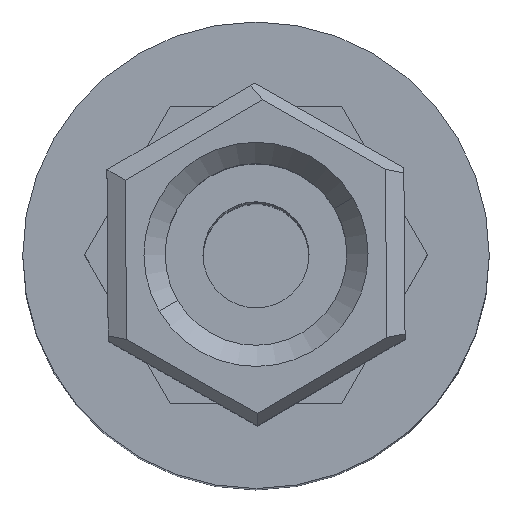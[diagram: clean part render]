
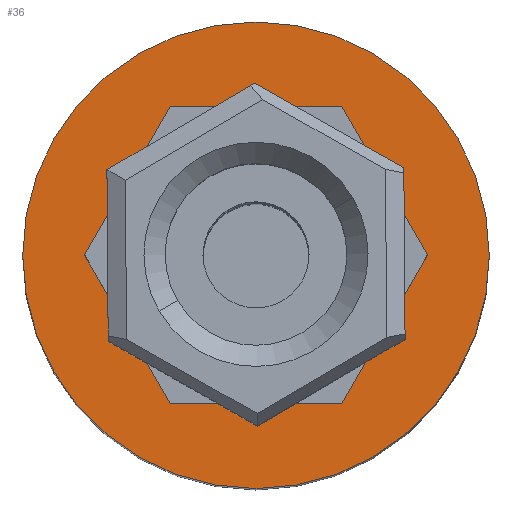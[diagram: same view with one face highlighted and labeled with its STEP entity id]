
A CAD part, top view. The second image highlights one B-rep face of the part: STEP entity #36.
In plain terms, the highlighted planar face has unit normal (0, 0, 1).
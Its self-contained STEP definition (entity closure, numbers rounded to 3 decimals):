
#36 = ADVANCED_FACE ( 'NONE', ( #4101, #1314 ), #1396, .T. ) ;
#55 = CARTESIAN_POINT ( 'NONE',  ( -11., 0., 39. ) ) ;
#170 = CARTESIAN_POINT ( 'NONE',  ( -4.041, -7., 39. ) ) ;
#180 = CARTESIAN_POINT ( 'NONE',  ( 11., 0., 39. ) ) ;
#190 = LINE ( 'NONE', #2983, #4222 ) ;
#304 = VECTOR ( 'NONE', #4093, 1000. ) ;
#346 = AXIS2_PLACEMENT_3D ( 'NONE', #4088, #3779, #2034 ) ;
#551 = VERTEX_POINT ( 'NONE', #3152 ) ;
#580 = EDGE_CURVE ( 'NONE', #1509, #4273, #2488, .T. ) ;
#592 = ORIENTED_EDGE ( 'NONE', *, *, #3289, .F. ) ;
#618 = ORIENTED_EDGE ( 'NONE', *, *, #3455, .T. ) ;
#714 = CARTESIAN_POINT ( 'NONE',  ( 4.041, 7., 39. ) ) ;
#848 = DIRECTION ( 'NONE',  ( 1., 0., 0. ) ) ;
#918 = CIRCLE ( 'NONE', #2749, 11. ) ;
#936 = DIRECTION ( 'NONE',  ( 1., 0., 0. ) ) ;
#1062 = DIRECTION ( 'NONE',  ( 1., 0., 0. ) ) ;
#1087 = LINE ( 'NONE', #2506, #4074 ) ;
#1188 = CARTESIAN_POINT ( 'NONE',  ( 4.041, 7., 39. ) ) ;
#1229 = VERTEX_POINT ( 'NONE', #180 ) ;
#1301 = VERTEX_POINT ( 'NONE', #1702 ) ;
#1314 = FACE_OUTER_BOUND ( 'NONE', #3495, .T. ) ;
#1331 = VECTOR ( 'NONE', #3728, 1000. ) ;
#1361 = DIRECTION ( 'NONE',  ( 0., 0., 1. ) ) ;
#1396 = PLANE ( 'NONE',  #346 ) ;
#1485 = AXIS2_PLACEMENT_3D ( 'NONE', #1705, #1361, #1062 ) ;
#1509 = VERTEX_POINT ( 'NONE', #3894 ) ;
#1561 = CARTESIAN_POINT ( 'NONE',  ( 4.041, -7., 39. ) ) ;
#1575 = DIRECTION ( 'NONE',  ( 0., 0., 1. ) ) ;
#1596 = ORIENTED_EDGE ( 'NONE', *, *, #580, .F. ) ;
#1702 = CARTESIAN_POINT ( 'NONE',  ( -4.041, 7., 39. ) ) ;
#1705 = CARTESIAN_POINT ( 'NONE',  ( 0., 0., 39. ) ) ;
#1793 = EDGE_CURVE ( 'NONE', #1301, #2392, #2634, .T. ) ;
#1956 = ORIENTED_EDGE ( 'NONE', *, *, #3169, .F. ) ;
#2024 = CARTESIAN_POINT ( 'NONE',  ( -4.041, 7., 39. ) ) ;
#2029 = CIRCLE ( 'NONE', #1485, 11. ) ;
#2034 = DIRECTION ( 'NONE',  ( 1., 0., 0. ) ) ;
#2094 = ORIENTED_EDGE ( 'NONE', *, *, #3598, .T. ) ;
#2176 = DIRECTION ( 'NONE',  ( -0.5, -0.866, 0. ) ) ;
#2392 = VERTEX_POINT ( 'NONE', #1188 ) ;
#2476 = VERTEX_POINT ( 'NONE', #2939 ) ;
#2488 = LINE ( 'NONE', #170, #3512 ) ;
#2506 = CARTESIAN_POINT ( 'NONE',  ( -4.041, 7., 39. ) ) ;
#2548 = DIRECTION ( 'NONE',  ( 0.5, -0.866, 0. ) ) ;
#2634 = LINE ( 'NONE', #2024, #304 ) ;
#2749 = AXIS2_PLACEMENT_3D ( 'NONE', #3640, #1575, #936 ) ;
#2807 = VERTEX_POINT ( 'NONE', #55 ) ;
#2939 = CARTESIAN_POINT ( 'NONE',  ( 8.083, 0., 39. ) ) ;
#2943 = DIRECTION ( 'NONE',  ( 0.5, 0.866, 0. ) ) ;
#2983 = CARTESIAN_POINT ( 'NONE',  ( 4.041, -7., 39. ) ) ;
#3152 = CARTESIAN_POINT ( 'NONE',  ( -8.083, 0., 39. ) ) ;
#3169 = EDGE_CURVE ( 'NONE', #1301, #551, #1087, .T. ) ;
#3217 = ORIENTED_EDGE ( 'NONE', *, *, #1793, .T. ) ;
#3234 = EDGE_LOOP ( 'NONE', ( #3217, #2094, #592, #1596, #618, #1956 ) ) ;
#3289 = EDGE_CURVE ( 'NONE', #4273, #2476, #190, .T. ) ;
#3455 = EDGE_CURVE ( 'NONE', #1509, #551, #3956, .T. ) ;
#3495 = EDGE_LOOP ( 'NONE', ( #3848, #3924 ) ) ;
#3512 = VECTOR ( 'NONE', #848, 1000. ) ;
#3517 = EDGE_CURVE ( 'NONE', #2807, #1229, #2029, .T. ) ;
#3580 = LINE ( 'NONE', #714, #3794 ) ;
#3598 = EDGE_CURVE ( 'NONE', #2392, #2476, #3580, .T. ) ;
#3640 = CARTESIAN_POINT ( 'NONE',  ( 0., 0., 39. ) ) ;
#3696 = CARTESIAN_POINT ( 'NONE',  ( -4.041, -7., 39. ) ) ;
#3728 = DIRECTION ( 'NONE',  ( -0.5, 0.866, 0. ) ) ;
#3779 = DIRECTION ( 'NONE',  ( 0., 0., 1. ) ) ;
#3794 = VECTOR ( 'NONE', #2548, 1000. ) ;
#3848 = ORIENTED_EDGE ( 'NONE', *, *, #3517, .T. ) ;
#3894 = CARTESIAN_POINT ( 'NONE',  ( -4.041, -7., 39. ) ) ;
#3924 = ORIENTED_EDGE ( 'NONE', *, *, #4282, .T. ) ;
#3956 = LINE ( 'NONE', #3696, #1331 ) ;
#4074 = VECTOR ( 'NONE', #2176, 1000. ) ;
#4088 = CARTESIAN_POINT ( 'NONE',  ( 0., 0., 39. ) ) ;
#4093 = DIRECTION ( 'NONE',  ( 1., 0., 0. ) ) ;
#4101 = FACE_BOUND ( 'NONE', #3234, .T. ) ;
#4222 = VECTOR ( 'NONE', #2943, 1000. ) ;
#4273 = VERTEX_POINT ( 'NONE', #1561 ) ;
#4282 = EDGE_CURVE ( 'NONE', #1229, #2807, #918, .T. ) ;
